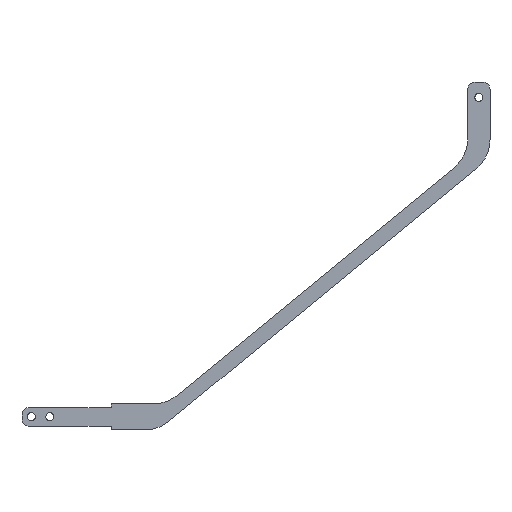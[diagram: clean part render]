
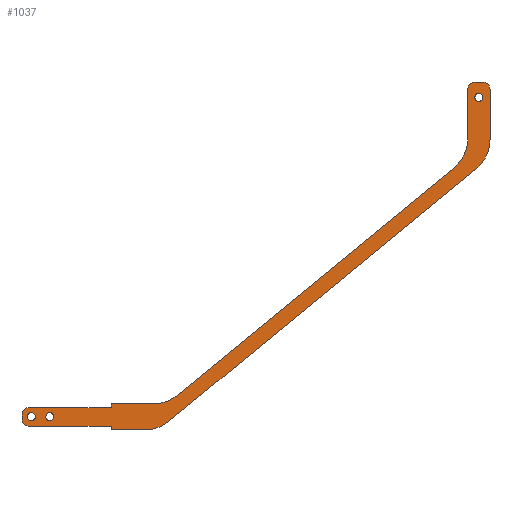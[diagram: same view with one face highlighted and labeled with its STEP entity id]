
A CAD part, front view. The second image highlights one B-rep face of the part: STEP entity #1037.
In plain terms, the highlighted planar face has unit normal (0, -1, 0).
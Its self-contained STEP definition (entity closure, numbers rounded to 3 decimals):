
#70=CARTESIAN_POINT('Vertex',(82.4,-1.,-95.1)) ;
#73=CARTESIAN_POINT('Axis2P3D Location',(83.5,-1.,-95.1)) ;
#77=CARTESIAN_POINT('Vertex',(84.6,-1.,-95.1)) ;
#97=CARTESIAN_POINT('Axis2P3D Location',(83.5,-1.,-95.1)) ;
#127=CARTESIAN_POINT('Vertex',(89.6,-1.,-95.1)) ;
#130=CARTESIAN_POINT('Axis2P3D Location',(88.5,-1.,-95.1)) ;
#134=CARTESIAN_POINT('Vertex',(87.4,-1.,-95.1)) ;
#154=CARTESIAN_POINT('Axis2P3D Location',(88.5,-1.,-95.1)) ;
#184=CARTESIAN_POINT('Vertex',(202.9,-1.,-9.1)) ;
#187=CARTESIAN_POINT('Axis2P3D Location',(204.,-1.,-9.1)) ;
#191=CARTESIAN_POINT('Vertex',(205.1,-1.,-9.1)) ;
#211=CARTESIAN_POINT('Axis2P3D Location',(204.,-1.,-9.1)) ;
#234=CARTESIAN_POINT('Vertex',(105.,-1.,-92.35)) ;
#248=CARTESIAN_POINT('Vertex',(104.75,-1.,-92.6)) ;
#251=CARTESIAN_POINT('Axis2P3D Location',(104.75,-1.,-92.35)) ;
#275=CARTESIAN_POINT('Line Origine',(105.,-1.,-92.1)) ;
#279=CARTESIAN_POINT('Vertex',(105.,-1.,-91.85)) ;
#306=CARTESIAN_POINT('Axis2P3D Location',(105.25,-1.,-91.85)) ;
#310=CARTESIAN_POINT('Vertex',(105.25,-1.,-91.6)) ;
#336=CARTESIAN_POINT('Vertex',(104.75,-1.,-97.6)) ;
#350=CARTESIAN_POINT('Vertex',(105.,-1.,-97.85)) ;
#353=CARTESIAN_POINT('Axis2P3D Location',(104.75,-1.,-97.85)) ;
#365=CARTESIAN_POINT('Line Origine',(105.,-1.,-98.1)) ;
#369=CARTESIAN_POINT('Vertex',(105.,-1.,-98.35)) ;
#407=CARTESIAN_POINT('Vertex',(105.25,-1.,-98.6)) ;
#410=CARTESIAN_POINT('Axis2P3D Location',(105.25,-1.,-98.35)) ;
#431=CARTESIAN_POINT('Vertex',(83.,-1.,-92.6)) ;
#436=CARTESIAN_POINT('Line Origine',(93.875,-1.,-92.6)) ;
#469=CARTESIAN_POINT('Vertex',(81.,-1.,-94.6)) ;
#472=CARTESIAN_POINT('Axis2P3D Location',(83.,-1.,-94.6)) ;
#496=CARTESIAN_POINT('Line Origine',(93.875,-1.,-97.6)) ;
#500=CARTESIAN_POINT('Vertex',(83.,-1.,-97.6)) ;
#524=CARTESIAN_POINT('Vertex',(81.,-1.,-95.6)) ;
#529=CARTESIAN_POINT('Line Origine',(81.,-1.,-95.1)) ;
#556=CARTESIAN_POINT('Axis2P3D Location',(83.,-1.,-95.6)) ;
#586=CARTESIAN_POINT('Vertex',(205.,-1.,-5.)) ;
#589=CARTESIAN_POINT('Axis2P3D Location',(205.,-1.,-7.)) ;
#593=CARTESIAN_POINT('Vertex',(207.,-1.,-7.)) ;
#617=CARTESIAN_POINT('Vertex',(203.,-1.,-5.)) ;
#622=CARTESIAN_POINT('Line Origine',(204.,-1.,-5.)) ;
#655=CARTESIAN_POINT('Vertex',(201.,-1.,-7.)) ;
#658=CARTESIAN_POINT('Axis2P3D Location',(203.,-1.,-7.)) ;
#681=CARTESIAN_POINT('Vertex',(116.417,-1.,-91.6)) ;
#689=CARTESIAN_POINT('Line Origine',(110.833,-1.,-91.6)) ;
#712=CARTESIAN_POINT('Vertex',(122.768,-1.,-89.324)) ;
#720=CARTESIAN_POINT('Axis2P3D Location',(116.417,-1.,-81.6)) ;
#743=CARTESIAN_POINT('Vertex',(201.,-1.,-20.276)) ;
#746=CARTESIAN_POINT('Line Origine',(201.,-1.,-13.638)) ;
#774=CARTESIAN_POINT('Vertex',(197.351,-1.,-28.)) ;
#782=CARTESIAN_POINT('Line Origine',(160.059,-1.,-58.662)) ;
#804=CARTESIAN_POINT('Axis2P3D Location',(191.,-1.,-20.276)) ;
#825=CARTESIAN_POINT('Vertex',(207.,-1.,-20.521)) ;
#835=CARTESIAN_POINT('Line Origine',(207.,-1.,-13.761)) ;
#859=CARTESIAN_POINT('Axis2P3D Location',(197.,-1.,-20.521)) ;
#863=CARTESIAN_POINT('Vertex',(203.351,-1.,-28.245)) ;
#883=CARTESIAN_POINT('Line Origine',(109.726,-1.,-98.6)) ;
#887=CARTESIAN_POINT('Vertex',(114.201,-1.,-98.6)) ;
#918=CARTESIAN_POINT('Vertex',(120.552,-1.,-96.324)) ;
#928=CARTESIAN_POINT('Line Origine',(161.952,-1.,-62.285)) ;
#989=CARTESIAN_POINT('Axis2P3D Location',(0.,-1.,0.)) ;
#994=CARTESIAN_POINT('Axis2P3D Location',(114.201,-1.,-88.6)) ;
#74=DIRECTION('Axis2P3D Direction',(0.,1.,0.)) ;
#98=DIRECTION('Axis2P3D Direction',(0.,1.,0.)) ;
#131=DIRECTION('Axis2P3D Direction',(0.,1.,0.)) ;
#155=DIRECTION('Axis2P3D Direction',(0.,1.,0.)) ;
#188=DIRECTION('Axis2P3D Direction',(0.,1.,0.)) ;
#212=DIRECTION('Axis2P3D Direction',(0.,1.,0.)) ;
#252=DIRECTION('Axis2P3D Direction',(-0.,1.,0.)) ;
#276=DIRECTION('Vector Direction',(0.,0.,-1.)) ;
#307=DIRECTION('Axis2P3D Direction',(0.,1.,0.)) ;
#354=DIRECTION('Axis2P3D Direction',(0.,1.,0.)) ;
#366=DIRECTION('Vector Direction',(0.,0.,1.)) ;
#411=DIRECTION('Axis2P3D Direction',(0.,1.,0.)) ;
#437=DIRECTION('Vector Direction',(-1.,0.,0.)) ;
#473=DIRECTION('Axis2P3D Direction',(0.,1.,0.)) ;
#497=DIRECTION('Vector Direction',(-1.,0.,0.)) ;
#530=DIRECTION('Vector Direction',(0.,0.,-1.)) ;
#557=DIRECTION('Axis2P3D Direction',(0.,1.,0.)) ;
#590=DIRECTION('Axis2P3D Direction',(-0.,1.,0.)) ;
#623=DIRECTION('Vector Direction',(-1.,0.,0.)) ;
#659=DIRECTION('Axis2P3D Direction',(0.,1.,0.)) ;
#690=DIRECTION('Vector Direction',(-1.,0.,0.)) ;
#721=DIRECTION('Axis2P3D Direction',(0.,1.,0.)) ;
#747=DIRECTION('Vector Direction',(0.,0.,-1.)) ;
#783=DIRECTION('Vector Direction',(-0.772,0.,-0.635)) ;
#805=DIRECTION('Axis2P3D Direction',(-0.,1.,0.)) ;
#836=DIRECTION('Vector Direction',(0.,0.,1.)) ;
#860=DIRECTION('Axis2P3D Direction',(0.,1.,0.)) ;
#884=DIRECTION('Vector Direction',(-1.,0.,0.)) ;
#929=DIRECTION('Vector Direction',(0.772,0.,0.635)) ;
#990=DIRECTION('Axis2P3D Direction',(0.,1.,-0.)) ;
#991=DIRECTION('Axis2P3D XDirection',(-1.,0.,0.)) ;
#995=DIRECTION('Axis2P3D Direction',(0.,1.,-0.)) ;
#75=AXIS2_PLACEMENT_3D('Circle Axis2P3D',#73,#74,$) ;
#99=AXIS2_PLACEMENT_3D('Circle Axis2P3D',#97,#98,$) ;
#132=AXIS2_PLACEMENT_3D('Circle Axis2P3D',#130,#131,$) ;
#156=AXIS2_PLACEMENT_3D('Circle Axis2P3D',#154,#155,$) ;
#189=AXIS2_PLACEMENT_3D('Circle Axis2P3D',#187,#188,$) ;
#213=AXIS2_PLACEMENT_3D('Circle Axis2P3D',#211,#212,$) ;
#253=AXIS2_PLACEMENT_3D('Circle Axis2P3D',#251,#252,$) ;
#308=AXIS2_PLACEMENT_3D('Circle Axis2P3D',#306,#307,$) ;
#355=AXIS2_PLACEMENT_3D('Circle Axis2P3D',#353,#354,$) ;
#412=AXIS2_PLACEMENT_3D('Circle Axis2P3D',#410,#411,$) ;
#474=AXIS2_PLACEMENT_3D('Circle Axis2P3D',#472,#473,$) ;
#558=AXIS2_PLACEMENT_3D('Circle Axis2P3D',#556,#557,$) ;
#591=AXIS2_PLACEMENT_3D('Circle Axis2P3D',#589,#590,$) ;
#660=AXIS2_PLACEMENT_3D('Circle Axis2P3D',#658,#659,$) ;
#722=AXIS2_PLACEMENT_3D('Circle Axis2P3D',#720,#721,$) ;
#806=AXIS2_PLACEMENT_3D('Circle Axis2P3D',#804,#805,$) ;
#861=AXIS2_PLACEMENT_3D('Circle Axis2P3D',#859,#860,$) ;
#992=AXIS2_PLACEMENT_3D('Plane Axis2P3D',#989,#990,#991) ;
#996=AXIS2_PLACEMENT_3D('Circle Axis2P3D',#994,#995,$) ;
#1000=ORIENTED_EDGE('',*,*,#998,.F.) ;
#1001=ORIENTED_EDGE('',*,*,#932,.F.) ;
#1002=ORIENTED_EDGE('',*,*,#865,.F.) ;
#1003=ORIENTED_EDGE('',*,*,#839,.F.) ;
#1004=ORIENTED_EDGE('',*,*,#595,.F.) ;
#1005=ORIENTED_EDGE('',*,*,#626,.F.) ;
#1006=ORIENTED_EDGE('',*,*,#662,.F.) ;
#1007=ORIENTED_EDGE('',*,*,#750,.F.) ;
#1008=ORIENTED_EDGE('',*,*,#808,.T.) ;
#1009=ORIENTED_EDGE('',*,*,#786,.F.) ;
#1010=ORIENTED_EDGE('',*,*,#724,.T.) ;
#1011=ORIENTED_EDGE('',*,*,#693,.F.) ;
#1012=ORIENTED_EDGE('',*,*,#312,.F.) ;
#1013=ORIENTED_EDGE('',*,*,#281,.F.) ;
#1014=ORIENTED_EDGE('',*,*,#255,.T.) ;
#1015=ORIENTED_EDGE('',*,*,#440,.F.) ;
#1016=ORIENTED_EDGE('',*,*,#476,.F.) ;
#1017=ORIENTED_EDGE('',*,*,#533,.F.) ;
#1018=ORIENTED_EDGE('',*,*,#560,.F.) ;
#1019=ORIENTED_EDGE('',*,*,#502,.F.) ;
#1020=ORIENTED_EDGE('',*,*,#357,.T.) ;
#1021=ORIENTED_EDGE('',*,*,#371,.F.) ;
#1022=ORIENTED_EDGE('',*,*,#414,.F.) ;
#1023=ORIENTED_EDGE('',*,*,#889,.F.) ;
#1026=ORIENTED_EDGE('',*,*,#101,.T.) ;
#1027=ORIENTED_EDGE('',*,*,#79,.T.) ;
#1030=ORIENTED_EDGE('',*,*,#158,.T.) ;
#1031=ORIENTED_EDGE('',*,*,#136,.T.) ;
#1034=ORIENTED_EDGE('',*,*,#215,.T.) ;
#1035=ORIENTED_EDGE('',*,*,#193,.T.) ;
#1028=FACE_BOUND('',#1025,.T.) ;
#1032=FACE_BOUND('',#1029,.T.) ;
#1036=FACE_BOUND('',#1033,.T.) ;
#277=VECTOR('Line Direction',#276,1.) ;
#367=VECTOR('Line Direction',#366,1.) ;
#438=VECTOR('Line Direction',#437,1.) ;
#498=VECTOR('Line Direction',#497,1.) ;
#531=VECTOR('Line Direction',#530,1.) ;
#624=VECTOR('Line Direction',#623,1.) ;
#691=VECTOR('Line Direction',#690,1.) ;
#748=VECTOR('Line Direction',#747,1.) ;
#784=VECTOR('Line Direction',#783,1.) ;
#837=VECTOR('Line Direction',#836,1.) ;
#885=VECTOR('Line Direction',#884,1.) ;
#930=VECTOR('Line Direction',#929,1.) ;
#1037=ADVANCED_FACE('Main support 4',(#1024,#1028,#1032,#1036),#993,.F.) ;
#76=CIRCLE('generated circle',#75,1.1) ;
#100=CIRCLE('generated circle',#99,1.1) ;
#133=CIRCLE('generated circle',#132,1.1) ;
#157=CIRCLE('generated circle',#156,1.1) ;
#190=CIRCLE('generated circle',#189,1.1) ;
#214=CIRCLE('generated circle',#213,1.1) ;
#254=CIRCLE('generated circle',#253,0.25) ;
#309=CIRCLE('generated circle',#308,0.25) ;
#356=CIRCLE('generated circle',#355,0.25) ;
#413=CIRCLE('generated circle',#412,0.25) ;
#475=CIRCLE('generated circle',#474,2.) ;
#559=CIRCLE('generated circle',#558,2.) ;
#592=CIRCLE('generated circle',#591,2.) ;
#661=CIRCLE('generated circle',#660,2.) ;
#723=CIRCLE('generated circle',#722,10.) ;
#807=CIRCLE('generated circle',#806,10.) ;
#862=CIRCLE('generated circle',#861,10.) ;
#997=CIRCLE('generated circle',#996,10.) ;
#79=EDGE_CURVE('',#78,#71,#76,.T.) ;
#101=EDGE_CURVE('',#71,#78,#100,.T.) ;
#136=EDGE_CURVE('',#135,#128,#133,.T.) ;
#158=EDGE_CURVE('',#128,#135,#157,.T.) ;
#193=EDGE_CURVE('',#192,#185,#190,.T.) ;
#215=EDGE_CURVE('',#185,#192,#214,.T.) ;
#255=EDGE_CURVE('',#235,#249,#254,.T.) ;
#281=EDGE_CURVE('',#235,#280,#278,.F.) ;
#312=EDGE_CURVE('',#280,#311,#309,.T.) ;
#357=EDGE_CURVE('',#337,#351,#356,.T.) ;
#371=EDGE_CURVE('',#370,#351,#368,.T.) ;
#414=EDGE_CURVE('',#408,#370,#413,.T.) ;
#440=EDGE_CURVE('',#432,#249,#439,.F.) ;
#476=EDGE_CURVE('',#470,#432,#475,.T.) ;
#502=EDGE_CURVE('',#337,#501,#499,.T.) ;
#533=EDGE_CURVE('',#525,#470,#532,.F.) ;
#560=EDGE_CURVE('',#501,#525,#559,.T.) ;
#595=EDGE_CURVE('',#587,#594,#592,.T.) ;
#626=EDGE_CURVE('',#618,#587,#625,.F.) ;
#662=EDGE_CURVE('',#656,#618,#661,.T.) ;
#693=EDGE_CURVE('',#311,#682,#692,.F.) ;
#724=EDGE_CURVE('',#713,#682,#723,.T.) ;
#750=EDGE_CURVE('',#744,#656,#749,.F.) ;
#786=EDGE_CURVE('',#713,#775,#785,.F.) ;
#808=EDGE_CURVE('',#744,#775,#807,.T.) ;
#839=EDGE_CURVE('',#594,#826,#838,.F.) ;
#865=EDGE_CURVE('',#826,#864,#862,.T.) ;
#889=EDGE_CURVE('',#888,#408,#886,.T.) ;
#932=EDGE_CURVE('',#864,#919,#931,.F.) ;
#998=EDGE_CURVE('',#919,#888,#997,.T.) ;
#999=EDGE_LOOP('',(#1000,#1001,#1002,#1003,#1004,#1005,#1006,#1007,#1008,#1009,#1010,#1011,#1012,#1013,#1014,#1015,#1016,#1017,#1018,#1019,#1020,#1021,#1022,#1023)) ;
#1025=EDGE_LOOP('',(#1026,#1027)) ;
#1029=EDGE_LOOP('',(#1030,#1031)) ;
#1033=EDGE_LOOP('',(#1034,#1035)) ;
#1024=FACE_OUTER_BOUND('',#999,.T.) ;
#278=LINE('Line',#275,#277) ;
#368=LINE('Line',#365,#367) ;
#439=LINE('Line',#436,#438) ;
#499=LINE('Line',#496,#498) ;
#532=LINE('Line',#529,#531) ;
#625=LINE('Line',#622,#624) ;
#692=LINE('Line',#689,#691) ;
#749=LINE('Line',#746,#748) ;
#785=LINE('Line',#782,#784) ;
#838=LINE('Line',#835,#837) ;
#886=LINE('Line',#883,#885) ;
#931=LINE('Line',#928,#930) ;
#993=PLANE('Plane',#992) ;
#71=VERTEX_POINT('',#70) ;
#78=VERTEX_POINT('',#77) ;
#128=VERTEX_POINT('',#127) ;
#135=VERTEX_POINT('',#134) ;
#185=VERTEX_POINT('',#184) ;
#192=VERTEX_POINT('',#191) ;
#235=VERTEX_POINT('',#234) ;
#249=VERTEX_POINT('',#248) ;
#280=VERTEX_POINT('',#279) ;
#311=VERTEX_POINT('',#310) ;
#337=VERTEX_POINT('',#336) ;
#351=VERTEX_POINT('',#350) ;
#370=VERTEX_POINT('',#369) ;
#408=VERTEX_POINT('',#407) ;
#432=VERTEX_POINT('',#431) ;
#470=VERTEX_POINT('',#469) ;
#501=VERTEX_POINT('',#500) ;
#525=VERTEX_POINT('',#524) ;
#587=VERTEX_POINT('',#586) ;
#594=VERTEX_POINT('',#593) ;
#618=VERTEX_POINT('',#617) ;
#656=VERTEX_POINT('',#655) ;
#682=VERTEX_POINT('',#681) ;
#713=VERTEX_POINT('',#712) ;
#744=VERTEX_POINT('',#743) ;
#775=VERTEX_POINT('',#774) ;
#826=VERTEX_POINT('',#825) ;
#864=VERTEX_POINT('',#863) ;
#888=VERTEX_POINT('',#887) ;
#919=VERTEX_POINT('',#918) ;
